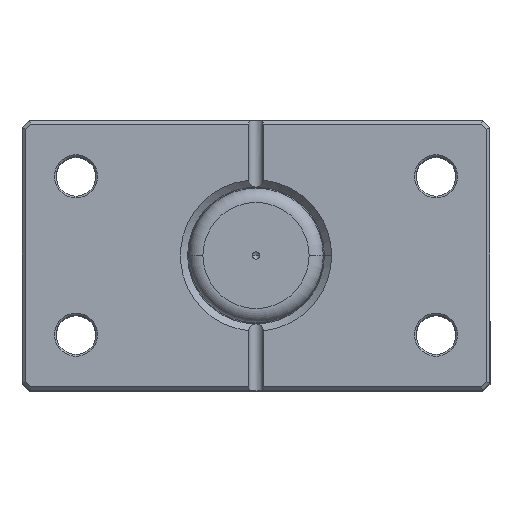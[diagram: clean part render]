
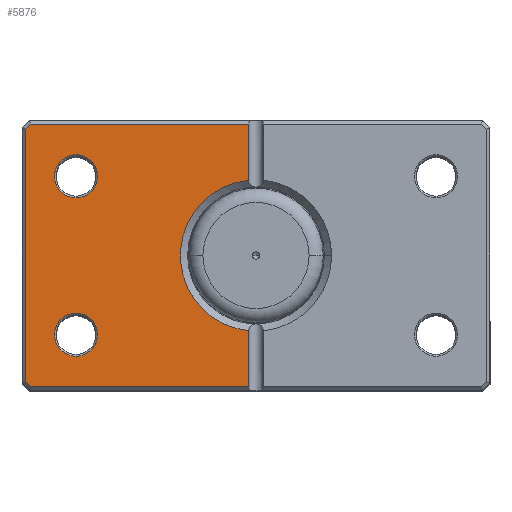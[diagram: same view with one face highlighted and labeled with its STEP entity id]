
A CAD part, top view. The second image highlights one B-rep face of the part: STEP entity #5876.
In plain terms, the highlighted face is planar.
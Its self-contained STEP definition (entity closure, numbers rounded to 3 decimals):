
#23 = CARTESIAN_POINT ( 'NONE',  ( 44., -22., 0. ) ) ;
#26 = EDGE_LOOP ( 'NONE', ( #4289, #1000 ) ) ;
#222 = DIRECTION ( 'NONE',  ( 1., 0., 0. ) ) ;
#369 = CIRCLE ( 'NONE', #832, 6. ) ;
#474 = DIRECTION ( 'NONE',  ( 0., 0., 1. ) ) ;
#493 = EDGE_CURVE ( 'NONE', #2613, #4709, #2797, .T. ) ;
#511 = CARTESIAN_POINT ( 'NONE',  ( 64., 0., 0. ) ) ;
#531 = LINE ( 'NONE', #2654, #5555 ) ;
#738 = CIRCLE ( 'NONE', #2946, 6. ) ;
#807 = CARTESIAN_POINT ( 'NONE',  ( 62.586, -36.5, 0. ) ) ;
#832 = AXIS2_PLACEMENT_3D ( 'NONE', #3399, #474, #3892 ) ;
#834 = EDGE_CURVE ( 'NONE', #2222, #2613, #4818, .T. ) ;
#864 = DIRECTION ( 'NONE',  ( 0., 0., 1. ) ) ;
#935 = CARTESIAN_POINT ( 'NONE',  ( 2., 36.5, 0. ) ) ;
#953 = ORIENTED_EDGE ( 'NONE', *, *, #4840, .T. ) ;
#1000 = ORIENTED_EDGE ( 'NONE', *, *, #1802, .T. ) ;
#1028 = DIRECTION ( 'NONE',  ( 0., 0., 1. ) ) ;
#1130 = VECTOR ( 'NONE', #1960, 1000. ) ;
#1175 = EDGE_CURVE ( 'NONE', #1430, #5445, #738, .T. ) ;
#1430 = VERTEX_POINT ( 'NONE', #5846 ) ;
#1452 = PLANE ( 'NONE',  #3883 ) ;
#1603 = CARTESIAN_POINT ( 'NONE',  ( 44., 22., 0. ) ) ;
#1644 = CARTESIAN_POINT ( 'NONE',  ( 64., 35.086, 0. ) ) ;
#1698 = ORIENTED_EDGE ( 'NONE', *, *, #2902, .T. ) ;
#1802 = EDGE_CURVE ( 'NONE', #5203, #2675, #4476, .T. ) ;
#1937 = AXIS2_PLACEMENT_3D ( 'NONE', #5410, #2509, #5895 ) ;
#1942 = CARTESIAN_POINT ( 'NONE',  ( 0., 0., 0. ) ) ;
#1954 = ORIENTED_EDGE ( 'NONE', *, *, #5510, .T. ) ;
#1960 = DIRECTION ( 'NONE',  ( 0., 1., 0. ) ) ;
#1972 = CARTESIAN_POINT ( 'NONE',  ( 50., 22., 0. ) ) ;
#2127 = CARTESIAN_POINT ( 'NONE',  ( 2., 20.905, 0. ) ) ;
#2204 = LINE ( 'NONE', #4982, #6076 ) ;
#2222 = VERTEX_POINT ( 'NONE', #4032 ) ;
#2274 = ORIENTED_EDGE ( 'NONE', *, *, #3885, .T. ) ;
#2278 = FACE_BOUND ( 'NONE', #26, .T. ) ;
#2289 = VECTOR ( 'NONE', #5762, 1000. ) ;
#2392 = LINE ( 'NONE', #2720, #6247 ) ;
#2422 = CIRCLE ( 'NONE', #5822, 6. ) ;
#2430 = DIRECTION ( 'NONE',  ( 0., 0., 1. ) ) ;
#2463 = DIRECTION ( 'NONE',  ( 1., 0., 0. ) ) ;
#2503 = VERTEX_POINT ( 'NONE', #807 ) ;
#2509 = DIRECTION ( 'NONE',  ( 0., 0., 1. ) ) ;
#2587 = LINE ( 'NONE', #511, #6119 ) ;
#2591 = EDGE_CURVE ( 'NONE', #2503, #2222, #3732, .T. ) ;
#2611 = VERTEX_POINT ( 'NONE', #935 ) ;
#2613 = VERTEX_POINT ( 'NONE', #4794 ) ;
#2654 = CARTESIAN_POINT ( 'NONE',  ( 0., 36.5, 0. ) ) ;
#2675 = VERTEX_POINT ( 'NONE', #23 ) ;
#2720 = CARTESIAN_POINT ( 'NONE',  ( 49.543, 49.543, 0. ) ) ;
#2797 = CIRCLE ( 'NONE', #6038, 21. ) ;
#2876 = VERTEX_POINT ( 'NONE', #1644 ) ;
#2902 = EDGE_CURVE ( 'NONE', #3579, #2503, #4314, .T. ) ;
#2946 = AXIS2_PLACEMENT_3D ( 'NONE', #3936, #1028, #4404 ) ;
#3006 = ORIENTED_EDGE ( 'NONE', *, *, #493, .T. ) ;
#3049 = CARTESIAN_POINT ( 'NONE',  ( 56., -22., 0. ) ) ;
#3057 = DIRECTION ( 'NONE',  ( 0., 1., 0. ) ) ;
#3202 = DIRECTION ( 'NONE',  ( 0.707, -0.707, 0. ) ) ;
#3399 = CARTESIAN_POINT ( 'NONE',  ( 50., -22., 0. ) ) ;
#3579 = VERTEX_POINT ( 'NONE', #5092 ) ;
#3580 = FACE_BOUND ( 'NONE', #6198, .T. ) ;
#3730 = ORIENTED_EDGE ( 'NONE', *, *, #6157, .T. ) ;
#3732 = LINE ( 'NONE', #5704, #2289 ) ;
#3761 = DIRECTION ( 'NONE',  ( -0.707, -0.707, 0. ) ) ;
#3772 = DIRECTION ( 'NONE',  ( 1., 0., 0. ) ) ;
#3873 = EDGE_CURVE ( 'NONE', #5445, #1430, #2422, .T. ) ;
#3883 = AXIS2_PLACEMENT_3D ( 'NONE', #1942, #2430, #5826 ) ;
#3885 = EDGE_CURVE ( 'NONE', #2876, #3579, #2587, .T. ) ;
#3892 = DIRECTION ( 'NONE',  ( 1., 0., 0. ) ) ;
#3894 = CARTESIAN_POINT ( 'NONE',  ( 2., 37.5, 0. ) ) ;
#3925 = DIRECTION ( 'NONE',  ( 0., -1., 0. ) ) ;
#3936 = CARTESIAN_POINT ( 'NONE',  ( 50., 22., 0. ) ) ;
#4032 = CARTESIAN_POINT ( 'NONE',  ( 2., -36.5, 0. ) ) ;
#4289 = ORIENTED_EDGE ( 'NONE', *, *, #6031, .T. ) ;
#4300 = ORIENTED_EDGE ( 'NONE', *, *, #3873, .T. ) ;
#4314 = LINE ( 'NONE', #6175, #5626 ) ;
#4404 = DIRECTION ( 'NONE',  ( 1., 0., 0. ) ) ;
#4476 = CIRCLE ( 'NONE', #1937, 6. ) ;
#4709 = VERTEX_POINT ( 'NONE', #2127 ) ;
#4794 = CARTESIAN_POINT ( 'NONE',  ( 2., -20.905, 0. ) ) ;
#4818 = LINE ( 'NONE', #3894, #1130 ) ;
#4840 = EDGE_CURVE ( 'NONE', #5664, #2876, #2392, .T. ) ;
#4974 = ORIENTED_EDGE ( 'NONE', *, *, #1175, .T. ) ;
#4982 = CARTESIAN_POINT ( 'NONE',  ( 2., 37.5, 0. ) ) ;
#5092 = CARTESIAN_POINT ( 'NONE',  ( 64., -35.086, 0. ) ) ;
#5157 = CARTESIAN_POINT ( 'NONE',  ( 62.586, 36.5, 0. ) ) ;
#5203 = VERTEX_POINT ( 'NONE', #3049 ) ;
#5355 = DIRECTION ( 'NONE',  ( 0., 0., 1. ) ) ;
#5410 = CARTESIAN_POINT ( 'NONE',  ( 50., -22., 0. ) ) ;
#5440 = ORIENTED_EDGE ( 'NONE', *, *, #2591, .T. ) ;
#5445 = VERTEX_POINT ( 'NONE', #1603 ) ;
#5510 = EDGE_CURVE ( 'NONE', #2611, #5664, #531, .T. ) ;
#5555 = VECTOR ( 'NONE', #222, 1000. ) ;
#5626 = VECTOR ( 'NONE', #3761, 1000. ) ;
#5664 = VERTEX_POINT ( 'NONE', #5157 ) ;
#5704 = CARTESIAN_POINT ( 'NONE',  ( 0., -36.5, 0. ) ) ;
#5762 = DIRECTION ( 'NONE',  ( -1., 0., 0. ) ) ;
#5822 = AXIS2_PLACEMENT_3D ( 'NONE', #1972, #5355, #2463 ) ;
#5826 = DIRECTION ( 'NONE',  ( 1., 0., 0. ) ) ;
#5846 = CARTESIAN_POINT ( 'NONE',  ( 56., 22., 0. ) ) ;
#5876 = ADVANCED_FACE ( 'NONE', ( #2278, #3580, #6151 ), #1452, .F. ) ;
#5895 = DIRECTION ( 'NONE',  ( 1., 0., 0. ) ) ;
#6031 = EDGE_CURVE ( 'NONE', #2675, #5203, #369, .T. ) ;
#6038 = AXIS2_PLACEMENT_3D ( 'NONE', #6058, #864, #3772 ) ;
#6058 = CARTESIAN_POINT ( 'NONE',  ( 0., 0., 0. ) ) ;
#6076 = VECTOR ( 'NONE', #3057, 1000. ) ;
#6119 = VECTOR ( 'NONE', #3925, 1000. ) ;
#6151 = FACE_OUTER_BOUND ( 'NONE', #6160, .T. ) ;
#6157 = EDGE_CURVE ( 'NONE', #4709, #2611, #2204, .T. ) ;
#6160 = EDGE_LOOP ( 'NONE', ( #6162, #3006, #3730, #1954, #953, #2274, #1698, #5440 ) ) ;
#6162 = ORIENTED_EDGE ( 'NONE', *, *, #834, .T. ) ;
#6175 = CARTESIAN_POINT ( 'NONE',  ( 49.543, -49.543, 0. ) ) ;
#6198 = EDGE_LOOP ( 'NONE', ( #4300, #4974 ) ) ;
#6247 = VECTOR ( 'NONE', #3202, 1000. ) ;
